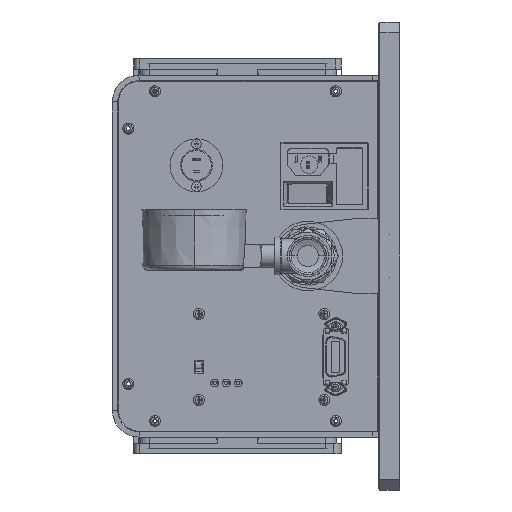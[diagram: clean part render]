
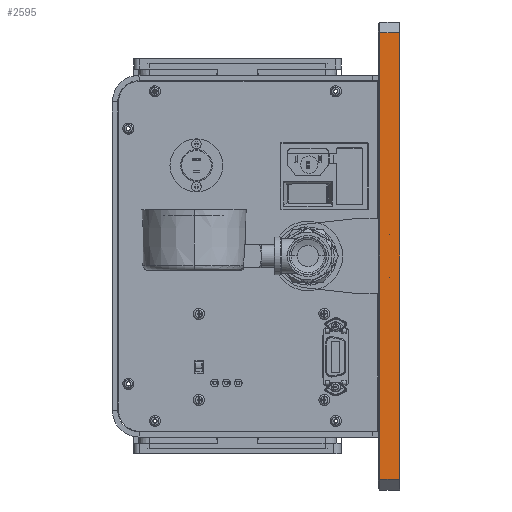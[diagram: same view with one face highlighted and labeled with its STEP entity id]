
A CAD part, left-side view. The second image highlights one B-rep face of the part: STEP entity #2595.
In plain terms, the highlighted planar face has unit normal (-1, 0, 0).
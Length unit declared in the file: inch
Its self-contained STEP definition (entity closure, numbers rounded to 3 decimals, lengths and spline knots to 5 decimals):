
#304 = EDGE_CURVE ( 'NONE', #24441, #15514, #52576, .T. ) ;
#2595 = ADVANCED_FACE ( 'NONE', ( #40690 ), #59807, .F. ) ;
#10992 = EDGE_CURVE ( 'NONE', #38223, #55140, #36932, .T. ) ;
#11096 = CARTESIAN_POINT ( 'NONE',  ( 0., 0., 5.25 ) ) ;
#12323 = LINE ( 'NONE', #22453, #48451 ) ;
#13868 = CARTESIAN_POINT ( 'NONE',  ( 0., 0., 5.5 ) ) ;
#15514 = VERTEX_POINT ( 'NONE', #11096 ) ;
#16368 = VECTOR ( 'NONE', #46856, 39.37008 ) ;
#17392 = ORIENTED_EDGE ( 'NONE', *, *, #10992, .T. ) ;
#18117 = AXIS2_PLACEMENT_3D ( 'NONE', #50506, #22210, #55226 ) ;
#19565 = CARTESIAN_POINT ( 'NONE',  ( 0., 0., -5.25 ) ) ;
#20167 = VECTOR ( 'NONE', #32998, 39.37008 ) ;
#21338 = CARTESIAN_POINT ( 'NONE',  ( 0., 0.46875, 5.25 ) ) ;
#22210 = DIRECTION ( 'NONE',  ( 1., 0., 0. ) ) ;
#22453 = CARTESIAN_POINT ( 'NONE',  ( 0., 0.5, -5.25 ) ) ;
#23722 = EDGE_LOOP ( 'NONE', ( #57524, #17392, #45285, #59938 ) ) ;
#24372 = VECTOR ( 'NONE', #51398, 39.37008 ) ;
#24441 = VERTEX_POINT ( 'NONE', #19565 ) ;
#32998 = DIRECTION ( 'NONE',  ( 0., 1., 0. ) ) ;
#36932 = LINE ( 'NONE', #46619, #24372 ) ;
#38223 = VERTEX_POINT ( 'NONE', #21338 ) ;
#40332 = EDGE_CURVE ( 'NONE', #15514, #38223, #45301, .T. ) ;
#40690 = FACE_OUTER_BOUND ( 'NONE', #23722, .T. ) ;
#45117 = CARTESIAN_POINT ( 'NONE',  ( 0., 0.46875, -5.25 ) ) ;
#45285 = ORIENTED_EDGE ( 'NONE', *, *, #47617, .T. ) ;
#45301 = LINE ( 'NONE', #47242, #20167 ) ;
#46619 = CARTESIAN_POINT ( 'NONE',  ( 0., 0.46875, 5.5 ) ) ;
#46856 = DIRECTION ( 'NONE',  ( 0., 0., 1. ) ) ;
#47242 = CARTESIAN_POINT ( 'NONE',  ( 0., 0.5, 5.25 ) ) ;
#47617 = EDGE_CURVE ( 'NONE', #55140, #24441, #12323, .T. ) ;
#48451 = VECTOR ( 'NONE', #60254, 39.37008 ) ;
#50506 = CARTESIAN_POINT ( 'NONE',  ( 0., 0.5, 5.5 ) ) ;
#51398 = DIRECTION ( 'NONE',  ( 0., 0., -1. ) ) ;
#52576 = LINE ( 'NONE', #13868, #16368 ) ;
#55140 = VERTEX_POINT ( 'NONE', #45117 ) ;
#55226 = DIRECTION ( 'NONE',  ( 0., 0., -1. ) ) ;
#57524 = ORIENTED_EDGE ( 'NONE', *, *, #40332, .T. ) ;
#59807 = PLANE ( 'NONE',  #18117 ) ;
#59938 = ORIENTED_EDGE ( 'NONE', *, *, #304, .T. ) ;
#60254 = DIRECTION ( 'NONE',  ( 0., -1., 0. ) ) ;
